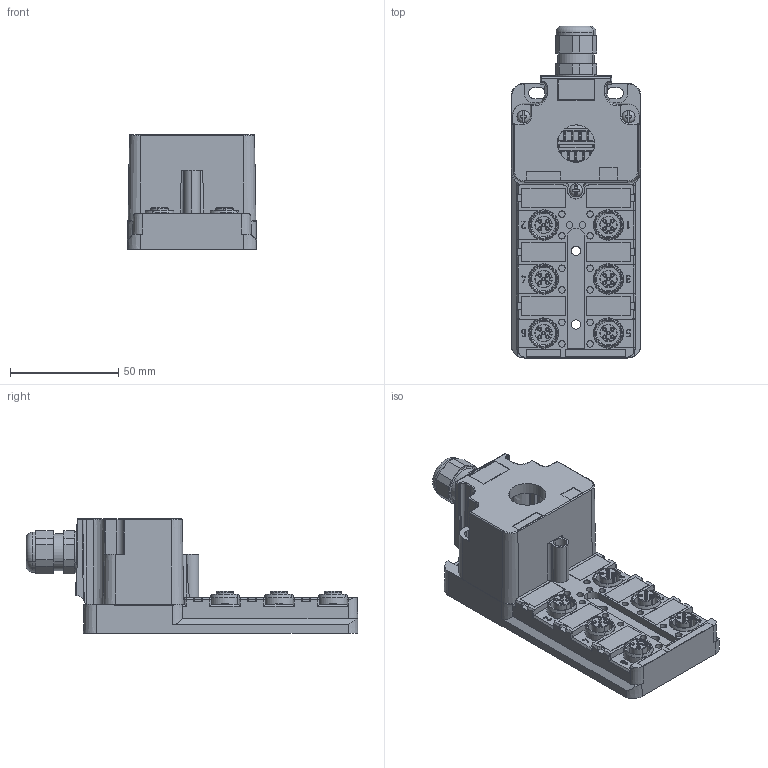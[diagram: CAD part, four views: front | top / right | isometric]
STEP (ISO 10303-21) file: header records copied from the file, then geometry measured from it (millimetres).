
FILE_DESCRIPTION(('CATIA V5 STEP Exchange','CAx-IF Rec.Pracs.--- Model Styling and Organization---1.4--- 2014-01-23'),'2;1');
FILE_NAME ('019107-2_1_1705932000_1705932000.stp','2020-01-09T06:39:04+00:00',('none'),('Weidmueller'),'CATIA Version 5-6 Release 2016 SP3 HF44','CATIA V5 STEP AP214','none');
FILE_SCHEMA(('AUTOMOTIVE_DESIGN { 1 0 10303 214 1 1 1 1 }'));
Products named in the file (1): 1705932000
Bounding box: 60 x 153.5 x 53 mm (x, y, z)
Volume: 159711.4 mm3; surface area: 86248.2 mm2
Topology: 33 solids, 34 shells, 3337 faces, 8356 edges, 5296 vertices
Faces by surface type: plane 1713, cylinder 1074, cone 362, torus 164, sphere 16, bspline 8
Entity records: 93077 total; most frequent: CARTESIAN_POINT 19039, ORIENTED_EDGE 16672, DIRECTION 12255, EDGE_CURVE 8336, VERTEX_POINT 5296, AXIS2_PLACEMENT_3D 5174, VECTOR 4728, LINE 4728
